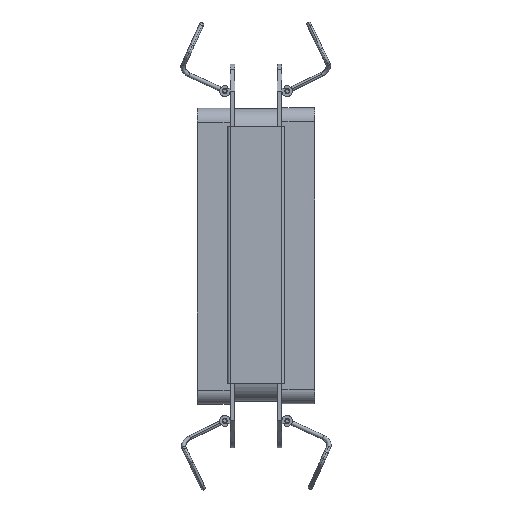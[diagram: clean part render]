
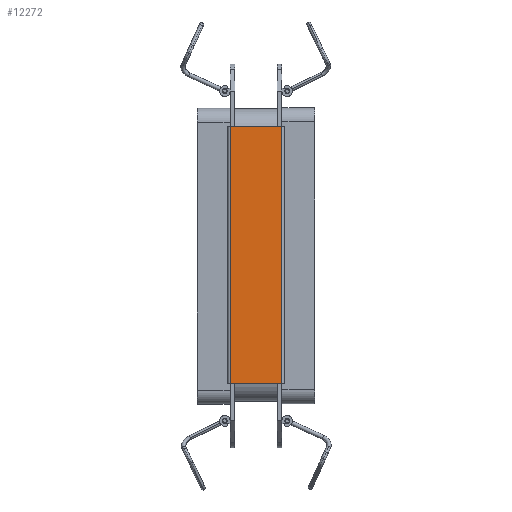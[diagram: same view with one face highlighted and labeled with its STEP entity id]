
A CAD part, left-side view. The second image highlights one B-rep face of the part: STEP entity #12272.
In plain terms, the highlighted planar face has unit normal (-1, 0, 0).
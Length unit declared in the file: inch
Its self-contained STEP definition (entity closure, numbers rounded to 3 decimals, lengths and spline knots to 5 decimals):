
#7596 = LINE ( 'NONE', #7614, #7613 ) ;
#7604 = CARTESIAN_POINT ( 'NONE',  ( -0.335, -1.1, 0.22 ) ) ;
#7611 = FACE_OUTER_BOUND ( 'NONE', #12273, .T. ) ;
#7612 = DIRECTION ( 'NONE',  ( 0., -1., 0. ) ) ;
#7613 = VECTOR ( 'NONE', #7612, 39.37008 ) ;
#7614 = CARTESIAN_POINT ( 'NONE',  ( -0.335, 1.1, -0.22 ) ) ;
#7618 = CARTESIAN_POINT ( 'NONE',  ( -0.335, 1.1, -0.22 ) ) ;
#7624 = DIRECTION ( 'NONE',  ( 0., 0., -1. ) ) ;
#7625 = DIRECTION ( 'NONE',  ( 1., 0., 0. ) ) ;
#7653 = CARTESIAN_POINT ( 'NONE',  ( -0.335, 1.1, -0.22 ) ) ;
#7654 = AXIS2_PLACEMENT_3D ( 'NONE', #7653, #7625, #7624 ) ;
#7824 = PLANE ( 'NONE',  #7654 ) ;
#7915 = DIRECTION ( 'NONE',  ( 0., 0., 1. ) ) ;
#7916 = VECTOR ( 'NONE', #7915, 39.37008 ) ;
#7917 = CARTESIAN_POINT ( 'NONE',  ( -0.335, 1.1, -0.22 ) ) ;
#7918 = LINE ( 'NONE', #7917, #7916 ) ;
#7919 = CARTESIAN_POINT ( 'NONE',  ( -0.335, 1.1, 0.22 ) ) ;
#7920 = DIRECTION ( 'NONE',  ( 0., -1., 0. ) ) ;
#7921 = VECTOR ( 'NONE', #7920, 39.37008 ) ;
#7922 = CARTESIAN_POINT ( 'NONE',  ( -0.335, 1.1, 0.22 ) ) ;
#7923 = LINE ( 'NONE', #7922, #7921 ) ;
#8136 = CARTESIAN_POINT ( 'NONE',  ( -0.335, -1.1, -0.22 ) ) ;
#8137 = DIRECTION ( 'NONE',  ( 0., 0., 1. ) ) ;
#8138 = VECTOR ( 'NONE', #8137, 39.37008 ) ;
#8139 = CARTESIAN_POINT ( 'NONE',  ( -0.335, -1.1, -0.22 ) ) ;
#8140 = LINE ( 'NONE', #8139, #8138 ) ;
#12263 = EDGE_CURVE ( 'NONE', #12264, #12576, #7596, .T. ) ;
#12264 = VERTEX_POINT ( 'NONE', #7618 ) ;
#12272 = ADVANCED_FACE ( 'NONE', ( #7611 ), #7824, .F. ) ;
#12273 = EDGE_LOOP ( 'NONE', ( #12274, #12506, #12509, #12511 ) ) ;
#12274 = ORIENTED_EDGE ( 'NONE', *, *, #12575, .T. ) ;
#12322 = VERTEX_POINT ( 'NONE', #7604 ) ;
#12506 = ORIENTED_EDGE ( 'NONE', *, *, #12507, .F. ) ;
#12507 = EDGE_CURVE ( 'NONE', #12508, #12322, #7923, .T. ) ;
#12508 = VERTEX_POINT ( 'NONE', #7919 ) ;
#12509 = ORIENTED_EDGE ( 'NONE', *, *, #12510, .F. ) ;
#12510 = EDGE_CURVE ( 'NONE', #12264, #12508, #7918, .T. ) ;
#12511 = ORIENTED_EDGE ( 'NONE', *, *, #12263, .T. ) ;
#12575 = EDGE_CURVE ( 'NONE', #12576, #12322, #8140, .T. ) ;
#12576 = VERTEX_POINT ( 'NONE', #8136 ) ;
